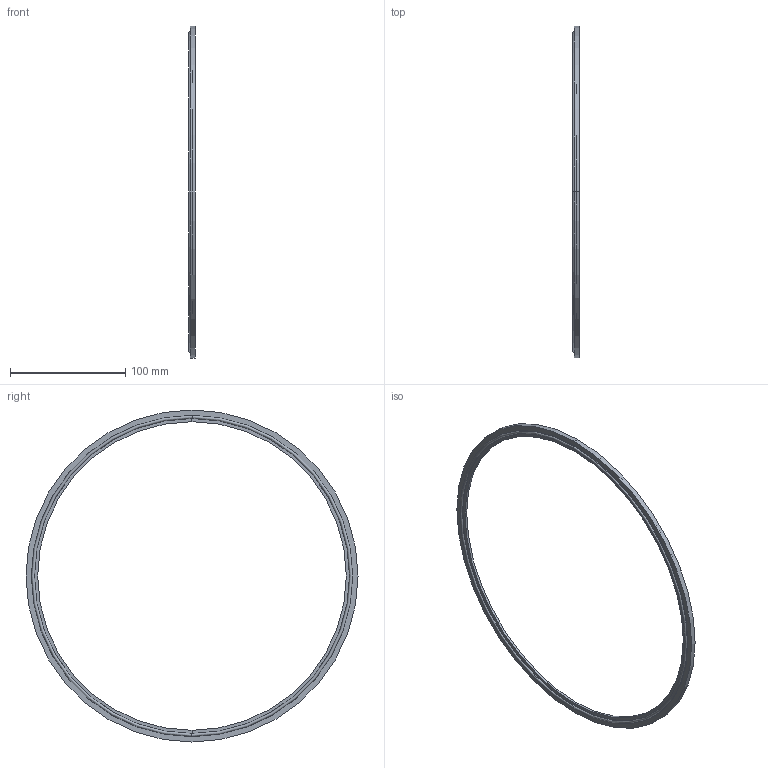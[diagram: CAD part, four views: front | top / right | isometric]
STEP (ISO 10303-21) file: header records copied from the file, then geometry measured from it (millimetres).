
FILE_DESCRIPTION (( 'STEP AP214' ), '1' );
FILE_NAME ('GK.IS1.D250.PS.STEP', '2020-03-26T10:57:28', ( '' ), ( '' ), 'SwSTEP 2.0', 'SolidWorks 2019', '' );
FILE_SCHEMA (( 'AUTOMOTIVE_DESIGN' ));
Length unit declared in the file: millimetre
Products named in the file (1): GK.IS1.D250.PS
Bounding box: 5.8 x 288.1 x 288.1 mm (x, y, z)
Volume: 24034.9 mm3; surface area: 28576.6 mm2
Topology: 1 solids, 1 shells, 29 faces, 58 edges, 32 vertices
Faces by surface type: torus 12, cylinder 10, cone 4, plane 3
Entity records: 794 total; most frequent: DIRECTION 162, CARTESIAN_POINT 120, ORIENTED_EDGE 116, AXIS2_PLACEMENT_3D 74, EDGE_CURVE 58, CIRCLE 44, EDGE_LOOP 32, VERTEX_POINT 32
